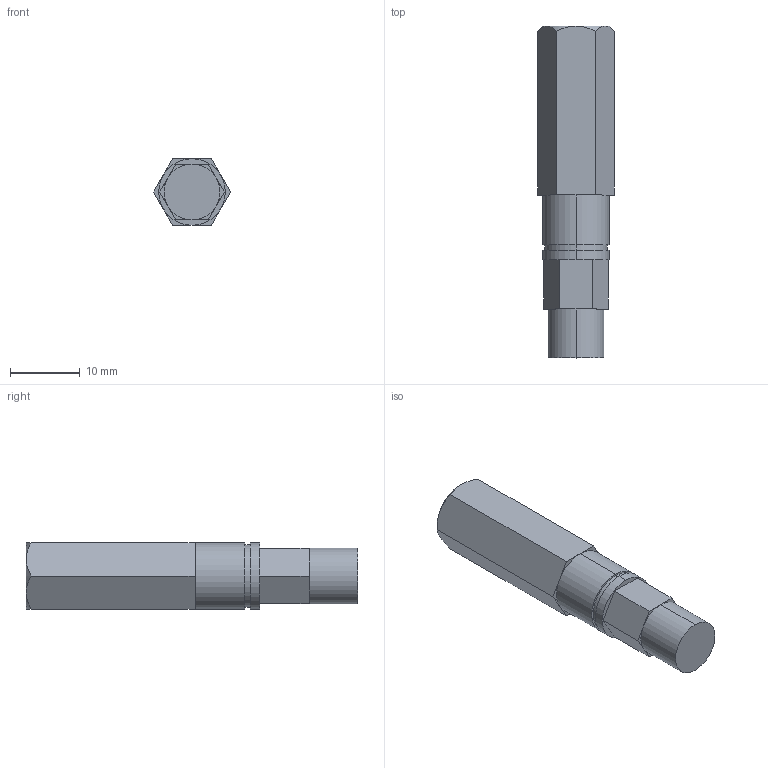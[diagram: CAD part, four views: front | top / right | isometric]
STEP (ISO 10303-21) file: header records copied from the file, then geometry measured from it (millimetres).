
FILE_DESCRIPTION (( 'STEP AP214' ), '1' );
FILE_NAME ('am-3989 375 Hex Output Shaft.step', '2019-01-17T14:14:36', ( '' ), ( '' ), 'SwSTEP 2.0', 'SolidWorks 2017', '' );
FILE_SCHEMA (( 'AUTOMOTIVE_DESIGN' ));
Length unit declared in the file: inch
Products named in the file (1): am-3989 375 Hex Output Shaft
Bounding box: 11 x 47.49 x 9.53 mm (x, y, z)
Volume: 3143.3 mm3; surface area: 1761 mm2
Topology: 1 solids, 1 shells, 47 faces, 102 edges, 59 vertices
Faces by surface type: plane 29, cylinder 10, cone 8
Entity records: 1955 total; most frequent: CARTESIAN_POINT 291, DIRECTION 218, ORIENTED_EDGE 200, EDGE_CURVE 100, AXIS2_PLACEMENT_3D 82, VERTEX_POINT 59, VECTOR 54, LINE 54
